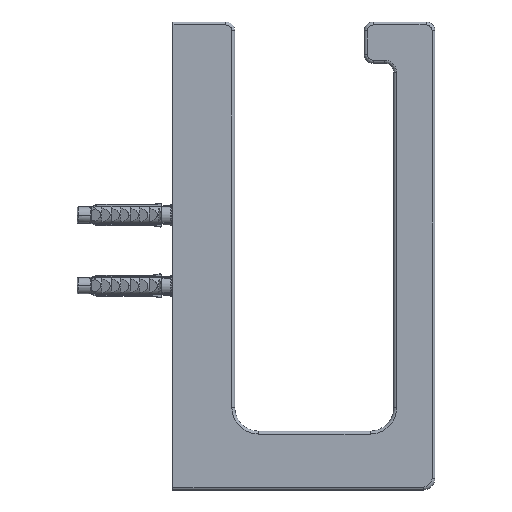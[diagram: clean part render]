
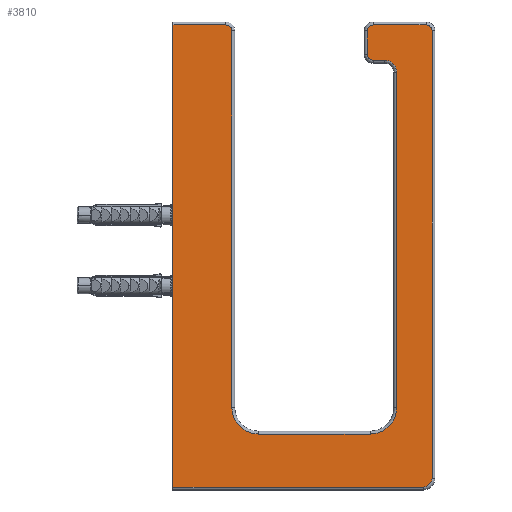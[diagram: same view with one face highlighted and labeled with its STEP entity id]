
A CAD part, left-side view. The second image highlights one B-rep face of the part: STEP entity #3810.
In plain terms, the highlighted planar face has unit normal (-1, 0, 0).
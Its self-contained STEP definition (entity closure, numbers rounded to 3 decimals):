
#1134=DIRECTION('',(0.,1.,0.));
#1135=VECTOR('',#1134,18.);
#1136=CARTESIAN_POINT('',(0.,-18.,78.5));
#1137=LINE('',#1136,#1135);
#1138=CARTESIAN_POINT('',(0.,-18.,76.5));
#1139=DIRECTION('',(-1.,0.,0.));
#1140=DIRECTION('',(0.,-1.,0.));
#1141=AXIS2_PLACEMENT_3D('',#1138,#1139,#1140);
#1143=DIRECTION('',(0.,0.,1.));
#1144=VECTOR('',#1143,128.);
#1145=CARTESIAN_POINT('',(0.,-20.,-51.5));
#1146=LINE('',#1145,#1144);
#1147=CARTESIAN_POINT('',(0.,-29.,-51.5));
#1148=DIRECTION('',(1.,0.,0.));
#1149=DIRECTION('',(0.,0.,-1.));
#1150=AXIS2_PLACEMENT_3D('',#1147,#1148,#1149);
#1152=DIRECTION('',(0.,1.,0.));
#1153=VECTOR('',#1152,38.);
#1154=CARTESIAN_POINT('',(0.,-67.,-60.5));
#1155=LINE('',#1154,#1153);
#1156=CARTESIAN_POINT('',(0.,-67.,-51.5));
#1157=DIRECTION('',(1.,0.,0.));
#1158=DIRECTION('',(0.,-1.,0.));
#1159=AXIS2_PLACEMENT_3D('',#1156,#1157,#1158);
#1161=DIRECTION('',(0.,0.,-1.));
#1162=VECTOR('',#1161,114.);
#1163=CARTESIAN_POINT('',(0.,-76.,62.5));
#1164=LINE('',#1163,#1162);
#1165=CARTESIAN_POINT('',(0.,-72.,62.5));
#1166=DIRECTION('',(1.,0.,0.));
#1167=DIRECTION('',(0.,0.,1.));
#1168=AXIS2_PLACEMENT_3D('',#1165,#1166,#1167);
#1170=DIRECTION('',(0.,-1.,0.));
#1171=VECTOR('',#1170,4.);
#1172=CARTESIAN_POINT('',(0.,-68.,66.5));
#1173=LINE('',#1172,#1171);
#1174=CARTESIAN_POINT('',(0.,-68.,68.5));
#1175=DIRECTION('',(-1.,0.,0.));
#1176=DIRECTION('',(0.,1.,0.));
#1177=AXIS2_PLACEMENT_3D('',#1174,#1175,#1176);
#1179=DIRECTION('',(0.,0.,-1.));
#1180=VECTOR('',#1179,8.);
#1181=CARTESIAN_POINT('',(0.,-66.,76.5));
#1182=LINE('',#1181,#1180);
#1183=CARTESIAN_POINT('',(0.,-68.,76.5));
#1184=DIRECTION('',(-1.,0.,0.));
#1185=DIRECTION('',(0.,0.,1.));
#1186=AXIS2_PLACEMENT_3D('',#1183,#1184,#1185);
#1188=DIRECTION('',(0.,1.,0.));
#1189=VECTOR('',#1188,18.);
#1190=CARTESIAN_POINT('',(0.,-86.,78.5));
#1191=LINE('',#1190,#1189);
#1192=CARTESIAN_POINT('',(0.,-86.,76.5));
#1193=DIRECTION('',(-1.,0.,0.));
#1194=DIRECTION('',(0.,-1.,0.));
#1195=AXIS2_PLACEMENT_3D('',#1192,#1193,#1194);
#1197=DIRECTION('',(0.,0.,1.));
#1198=VECTOR('',#1197,152.);
#1199=CARTESIAN_POINT('',(0.,-88.,-75.5));
#1200=LINE('',#1199,#1198);
#1201=CARTESIAN_POINT('',(0.,-85.,-75.5));
#1202=DIRECTION('',(-1.,0.,0.));
#1203=DIRECTION('',(0.,0.,-1.));
#1204=AXIS2_PLACEMENT_3D('',#1201,#1202,#1203);
#1206=DIRECTION('',(0.,-1.,0.));
#1207=VECTOR('',#1206,85.);
#1208=CARTESIAN_POINT('',(0.,0.,-78.5));
#1209=LINE('',#1208,#1207);
#1210=DIRECTION('',(0.,0.,1.));
#1211=VECTOR('',#1210,157.);
#1212=CARTESIAN_POINT('',(0.,0.,-78.5));
#1213=LINE('',#1212,#1211);
#1983=CARTESIAN_POINT('',(0.,0.,78.5));
#1985=VERTEX_POINT('',#1983);
#1989=CARTESIAN_POINT('',(0.,-18.,78.5));
#1990=VERTEX_POINT('',#1989);
#1991=CARTESIAN_POINT('',(0.,-20.,76.5));
#1992=VERTEX_POINT('',#1991);
#1995=CARTESIAN_POINT('',(0.,-20.,-51.5));
#1996=VERTEX_POINT('',#1995);
#1999=CARTESIAN_POINT('',(0.,-29.,-60.5));
#2000=VERTEX_POINT('',#1999);
#2003=CARTESIAN_POINT('',(0.,-67.,-60.5));
#2004=VERTEX_POINT('',#2003);
#2007=CARTESIAN_POINT('',(0.,-76.,-51.5));
#2008=VERTEX_POINT('',#2007);
#2011=CARTESIAN_POINT('',(0.,-76.,62.5));
#2012=VERTEX_POINT('',#2011);
#2013=CARTESIAN_POINT('',(0.,-72.,66.5));
#2014=VERTEX_POINT('',#2013);
#2017=CARTESIAN_POINT('',(0.,-68.,66.5));
#2018=VERTEX_POINT('',#2017);
#2021=CARTESIAN_POINT('',(0.,-66.,68.5));
#2022=VERTEX_POINT('',#2021);
#2025=CARTESIAN_POINT('',(0.,-66.,76.5));
#2026=VERTEX_POINT('',#2025);
#2029=CARTESIAN_POINT('',(0.,-68.,78.5));
#2030=VERTEX_POINT('',#2029);
#2033=CARTESIAN_POINT('',(0.,-86.,78.5));
#2034=VERTEX_POINT('',#2033);
#2037=CARTESIAN_POINT('',(0.,-88.,76.5));
#2038=VERTEX_POINT('',#2037);
#2041=CARTESIAN_POINT('',(0.,-88.,-75.5));
#2042=VERTEX_POINT('',#2041);
#2045=CARTESIAN_POINT('',(0.,-85.,-78.5));
#2046=VERTEX_POINT('',#2045);
#2050=CARTESIAN_POINT('',(0.,0.,-78.5));
#2052=VERTEX_POINT('',#2050);
#3770=CARTESIAN_POINT('',(0.,0.,-79.5));
#3771=DIRECTION('',(-1.,0.,0.));
#3772=DIRECTION('',(0.,-1.,0.));
#3773=AXIS2_PLACEMENT_3D('',#3770,#3771,#3772);
#3774=PLANE('',#3773);
#3776=ORIENTED_EDGE('',*,*,#3775,.F.);
#3778=ORIENTED_EDGE('',*,*,#3777,.F.);
#3780=ORIENTED_EDGE('',*,*,#3779,.F.);
#3782=ORIENTED_EDGE('',*,*,#3781,.F.);
#3784=ORIENTED_EDGE('',*,*,#3783,.F.);
#3786=ORIENTED_EDGE('',*,*,#3785,.F.);
#3788=ORIENTED_EDGE('',*,*,#3787,.F.);
#3790=ORIENTED_EDGE('',*,*,#3789,.F.);
#3792=ORIENTED_EDGE('',*,*,#3791,.F.);
#3794=ORIENTED_EDGE('',*,*,#3793,.F.);
#3796=ORIENTED_EDGE('',*,*,#3795,.F.);
#3798=ORIENTED_EDGE('',*,*,#3797,.F.);
#3800=ORIENTED_EDGE('',*,*,#3799,.F.);
#3802=ORIENTED_EDGE('',*,*,#3801,.F.);
#3804=ORIENTED_EDGE('',*,*,#3803,.F.);
#3805=ORIENTED_EDGE('',*,*,#3761,.F.);
#3806=ORIENTED_EDGE('',*,*,#2122,.F.);
#3807=ORIENTED_EDGE('',*,*,#2137,.T.);
#3808=EDGE_LOOP('',(#3776,#3778,#3780,#3782,#3784,#3786,#3788,#3790,#3792,#3794,
#3796,#3798,#3800,#3802,#3804,#3805,#3806,#3807));
#3809=FACE_OUTER_BOUND('',#3808,.F.);
#3810=ADVANCED_FACE('',(#3809),#3774,.T.);
#1142=CIRCLE('',#1141,2.);
#1151=CIRCLE('',#1150,9.);
#1160=CIRCLE('',#1159,9.);
#1169=CIRCLE('',#1168,4.);
#1178=CIRCLE('',#1177,2.);
#1187=CIRCLE('',#1186,2.);
#1196=CIRCLE('',#1195,2.);
#1205=CIRCLE('',#1204,3.);
#2122=EDGE_CURVE('',#2052,#2046,#1209,.T.);
#2137=EDGE_CURVE('',#2052,#1985,#1213,.T.);
#3761=EDGE_CURVE('',#2046,#2042,#1205,.T.);
#3775=EDGE_CURVE('',#1990,#1985,#1137,.T.);
#3777=EDGE_CURVE('',#1992,#1990,#1142,.T.);
#3779=EDGE_CURVE('',#1996,#1992,#1146,.T.);
#3781=EDGE_CURVE('',#2000,#1996,#1151,.T.);
#3783=EDGE_CURVE('',#2004,#2000,#1155,.T.);
#3785=EDGE_CURVE('',#2008,#2004,#1160,.T.);
#3787=EDGE_CURVE('',#2012,#2008,#1164,.T.);
#3789=EDGE_CURVE('',#2014,#2012,#1169,.T.);
#3791=EDGE_CURVE('',#2018,#2014,#1173,.T.);
#3793=EDGE_CURVE('',#2022,#2018,#1178,.T.);
#3795=EDGE_CURVE('',#2026,#2022,#1182,.T.);
#3797=EDGE_CURVE('',#2030,#2026,#1187,.T.);
#3799=EDGE_CURVE('',#2034,#2030,#1191,.T.);
#3801=EDGE_CURVE('',#2038,#2034,#1196,.T.);
#3803=EDGE_CURVE('',#2042,#2038,#1200,.T.);
